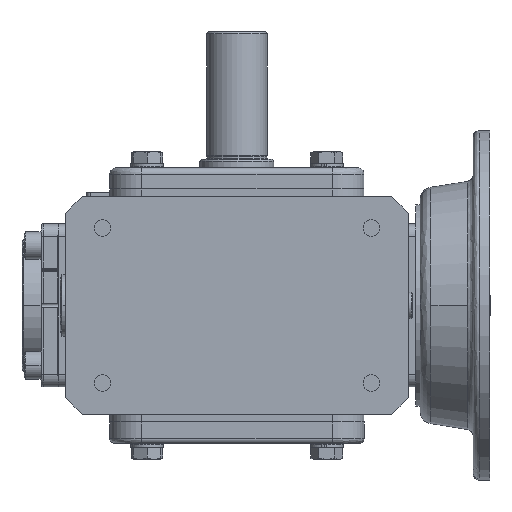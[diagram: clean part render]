
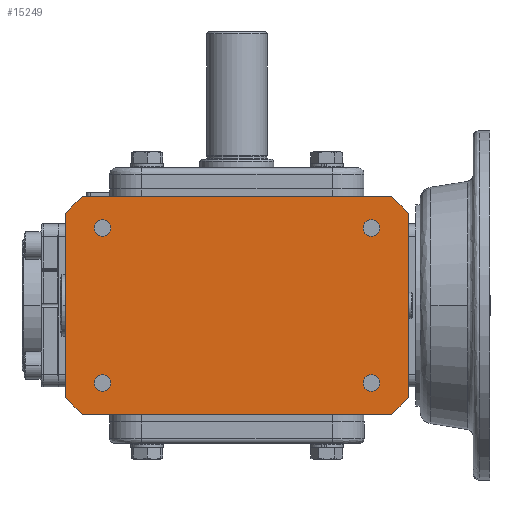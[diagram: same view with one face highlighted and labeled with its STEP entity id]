
A CAD part, front view. The second image highlights one B-rep face of the part: STEP entity #15249.
In plain terms, the highlighted planar face has unit normal (0, -1, 0).
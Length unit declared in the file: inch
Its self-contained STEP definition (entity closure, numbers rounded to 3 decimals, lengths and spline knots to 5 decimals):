
#89 = EDGE_CURVE ( 'NONE', #11685, #7813, #2157, .T. ) ;
#202 = CARTESIAN_POINT ( 'NONE',  ( -3.18898, -2.5, 1.7126 ) ) ;
#324 = ORIENTED_EDGE ( 'NONE', *, *, #11413, .T. ) ;
#351 = CARTESIAN_POINT ( 'NONE',  ( -3.18898, -2.5, -2.02756 ) ) ;
#782 = CARTESIAN_POINT ( 'NONE',  ( -3.18898, -2.5, 2.02756 ) ) ;
#879 = VECTOR ( 'NONE', #5736, 39.37008 ) ;
#957 = EDGE_LOOP ( 'NONE', ( #3559, #9361 ) ) ;
#1002 = LINE ( 'NONE', #12612, #13363 ) ;
#1368 = CARTESIAN_POINT ( 'NONE',  ( -2.87402, -2.5, -2.02756 ) ) ;
#1460 = DIRECTION ( 'NONE',  ( 0., 0., -1. ) ) ;
#1557 = CARTESIAN_POINT ( 'NONE',  ( 2.5, -2.5, -1.28371 ) ) ;
#1665 = ORIENTED_EDGE ( 'NONE', *, *, #11717, .F. ) ;
#1716 = DIRECTION ( 'NONE',  ( 0., 1., 0. ) ) ;
#1792 = LINE ( 'NONE', #782, #12315 ) ;
#1820 = CIRCLE ( 'NONE', #12753, 0.15625 ) ;
#1860 = VERTEX_POINT ( 'NONE', #5130 ) ;
#1898 = ORIENTED_EDGE ( 'NONE', *, *, #8000, .T. ) ;
#1908 = CARTESIAN_POINT ( 'NONE',  ( -2.5, -2.5, -1.59621 ) ) ;
#1951 = DIRECTION ( 'NONE',  ( 0., 1., 0. ) ) ;
#1976 = CIRCLE ( 'NONE', #6056, 0.15625 ) ;
#2157 = LINE ( 'NONE', #14388, #16634 ) ;
#2159 = DIRECTION ( 'NONE',  ( 0., 0., -1. ) ) ;
#2850 = DIRECTION ( 'NONE',  ( 0., 0., -1. ) ) ;
#2945 = DIRECTION ( 'NONE',  ( 1., 0., 0. ) ) ;
#3085 = CARTESIAN_POINT ( 'NONE',  ( -3.18898, -2.5, -1.7126 ) ) ;
#3096 = DIRECTION ( 'NONE',  ( 0., -1., 0. ) ) ;
#3116 = CARTESIAN_POINT ( 'NONE',  ( -2.5, -2.5, -1.43996 ) ) ;
#3128 = CARTESIAN_POINT ( 'NONE',  ( -3.18898, -2.5, -1.7126 ) ) ;
#3505 = DIRECTION ( 'NONE',  ( 0., 1., 0. ) ) ;
#3559 = ORIENTED_EDGE ( 'NONE', *, *, #6294, .T. ) ;
#3739 = EDGE_CURVE ( 'NONE', #13855, #4432, #13047, .T. ) ;
#3904 = EDGE_CURVE ( 'NONE', #14460, #12208, #7504, .T. ) ;
#4141 = CIRCLE ( 'NONE', #9835, 0.15625 ) ;
#4266 = EDGE_CURVE ( 'NONE', #11051, #14563, #12197, .T. ) ;
#4418 = PLANE ( 'NONE',  #8768 ) ;
#4432 = VERTEX_POINT ( 'NONE', #8412 ) ;
#5130 = CARTESIAN_POINT ( 'NONE',  ( 2.87402, -2.5, -2.02756 ) ) ;
#5334 = FACE_BOUND ( 'NONE', #957, .T. ) ;
#5528 = DIRECTION ( 'NONE',  ( 0., 1., 0. ) ) ;
#5666 = CARTESIAN_POINT ( 'NONE',  ( -2.87402, -2.5, 2.02756 ) ) ;
#5736 = DIRECTION ( 'NONE',  ( 0.707, 0., -0.707 ) ) ;
#5745 = EDGE_LOOP ( 'NONE', ( #7173, #16744 ) ) ;
#5963 = FACE_BOUND ( 'NONE', #5745, .T. ) ;
#6056 = AXIS2_PLACEMENT_3D ( 'NONE', #16125, #14568, #1460 ) ;
#6197 = ORIENTED_EDGE ( 'NONE', *, *, #13771, .T. ) ;
#6294 = EDGE_CURVE ( 'NONE', #10328, #9774, #1820, .T. ) ;
#6407 = EDGE_CURVE ( 'NONE', #7041, #15498, #16283, .T. ) ;
#6573 = CARTESIAN_POINT ( 'NONE',  ( 3.18898, -2.5, -1.7126 ) ) ;
#6751 = VECTOR ( 'NONE', #2945, 39.37008 ) ;
#6895 = ORIENTED_EDGE ( 'NONE', *, *, #3904, .F. ) ;
#7041 = VERTEX_POINT ( 'NONE', #14208 ) ;
#7173 = ORIENTED_EDGE ( 'NONE', *, *, #3739, .T. ) ;
#7270 = CARTESIAN_POINT ( 'NONE',  ( 2.5, -2.5, 1.43996 ) ) ;
#7317 = CARTESIAN_POINT ( 'NONE',  ( 2.5, -2.5, 1.43996 ) ) ;
#7504 = LINE ( 'NONE', #5666, #16376 ) ;
#7756 = VERTEX_POINT ( 'NONE', #3085 ) ;
#7813 = VERTEX_POINT ( 'NONE', #8751 ) ;
#7965 = CARTESIAN_POINT ( 'NONE',  ( 2.87402, -2.5, 2.02756 ) ) ;
#8000 = EDGE_CURVE ( 'NONE', #9313, #1860, #13772, .T. ) ;
#8063 = CARTESIAN_POINT ( 'NONE',  ( -2.5, -2.5, 1.43996 ) ) ;
#8412 = CARTESIAN_POINT ( 'NONE',  ( 2.5, -2.5, 1.59621 ) ) ;
#8489 = DIRECTION ( 'NONE',  ( 1., 0., 0. ) ) ;
#8662 = CARTESIAN_POINT ( 'NONE',  ( 3.18898, -2.5, -1.7126 ) ) ;
#8751 = CARTESIAN_POINT ( 'NONE',  ( 3.18898, -2.5, 1.7126 ) ) ;
#8768 = AXIS2_PLACEMENT_3D ( 'NONE', #13566, #3096, #16251 ) ;
#9139 = LINE ( 'NONE', #3128, #879 ) ;
#9313 = VERTEX_POINT ( 'NONE', #1368 ) ;
#9361 = ORIENTED_EDGE ( 'NONE', *, *, #9709, .T. ) ;
#9440 = FACE_OUTER_BOUND ( 'NONE', #15938, .T. ) ;
#9656 = AXIS2_PLACEMENT_3D ( 'NONE', #10765, #14749, #14868 ) ;
#9709 = EDGE_CURVE ( 'NONE', #9774, #10328, #1976, .T. ) ;
#9716 = LINE ( 'NONE', #8662, #15916 ) ;
#9774 = VERTEX_POINT ( 'NONE', #14625 ) ;
#9835 = AXIS2_PLACEMENT_3D ( 'NONE', #8063, #5528, #2850 ) ;
#9914 = CARTESIAN_POINT ( 'NONE',  ( -2.5, -2.5, 1.43996 ) ) ;
#10028 = DIRECTION ( 'NONE',  ( 0., 0., -1. ) ) ;
#10087 = ORIENTED_EDGE ( 'NONE', *, *, #16463, .T. ) ;
#10328 = VERTEX_POINT ( 'NONE', #1908 ) ;
#10506 = ORIENTED_EDGE ( 'NONE', *, *, #14026, .T. ) ;
#10558 = DIRECTION ( 'NONE',  ( 0.707, 0., -0.707 ) ) ;
#10765 = CARTESIAN_POINT ( 'NONE',  ( 2.5, -2.5, -1.43996 ) ) ;
#10959 = DIRECTION ( 'NONE',  ( 0., 0., -1. ) ) ;
#11051 = VERTEX_POINT ( 'NONE', #16893 ) ;
#11133 = DIRECTION ( 'NONE',  ( 0., 1., 0. ) ) ;
#11252 = DIRECTION ( 'NONE',  ( 0., 0., -1. ) ) ;
#11287 = CARTESIAN_POINT ( 'NONE',  ( -2.5, -2.5, 1.59621 ) ) ;
#11297 = DIRECTION ( 'NONE',  ( 0.707, 0., 0.707 ) ) ;
#11369 = DIRECTION ( 'NONE',  ( 0., 1., 0. ) ) ;
#11397 = VECTOR ( 'NONE', #10558, 39.37008 ) ;
#11413 = EDGE_CURVE ( 'NONE', #7756, #9313, #9139, .T. ) ;
#11469 = DIRECTION ( 'NONE',  ( 0., 0., -1. ) ) ;
#11685 = VERTEX_POINT ( 'NONE', #6573 ) ;
#11691 = ORIENTED_EDGE ( 'NONE', *, *, #4266, .T. ) ;
#11704 = AXIS2_PLACEMENT_3D ( 'NONE', #7270, #11133, #10028 ) ;
#11717 = EDGE_CURVE ( 'NONE', #15927, #7813, #13024, .T. ) ;
#11897 = EDGE_LOOP ( 'NONE', ( #12088, #10506 ) ) ;
#12088 = ORIENTED_EDGE ( 'NONE', *, *, #6407, .T. ) ;
#12197 = CIRCLE ( 'NONE', #9656, 0.15625 ) ;
#12208 = VERTEX_POINT ( 'NONE', #15529 ) ;
#12274 = DIRECTION ( 'NONE',  ( 0.707, 0., 0.707 ) ) ;
#12286 = CARTESIAN_POINT ( 'NONE',  ( 2.87402, -2.5, 2.02756 ) ) ;
#12315 = VECTOR ( 'NONE', #2159, 39.37008 ) ;
#12562 = DIRECTION ( 'NONE',  ( 0., 0., -1. ) ) ;
#12612 = CARTESIAN_POINT ( 'NONE',  ( -3.18898, -2.5, 2.02756 ) ) ;
#12738 = EDGE_CURVE ( 'NONE', #4432, #13855, #15888, .T. ) ;
#12753 = AXIS2_PLACEMENT_3D ( 'NONE', #3116, #1716, #10959 ) ;
#13024 = LINE ( 'NONE', #7965, #11397 ) ;
#13047 = CIRCLE ( 'NONE', #15409, 0.15625 ) ;
#13147 = FACE_BOUND ( 'NONE', #17127, .T. ) ;
#13363 = VECTOR ( 'NONE', #8489, 39.37008 ) ;
#13566 = CARTESIAN_POINT ( 'NONE',  ( -3.18898, -2.5, 2.24409 ) ) ;
#13736 = ORIENTED_EDGE ( 'NONE', *, *, #89, .T. ) ;
#13771 = EDGE_CURVE ( 'NONE', #1860, #11685, #9716, .T. ) ;
#13772 = LINE ( 'NONE', #351, #6751 ) ;
#13855 = VERTEX_POINT ( 'NONE', #14576 ) ;
#14026 = EDGE_CURVE ( 'NONE', #15498, #7041, #4141, .T. ) ;
#14127 = AXIS2_PLACEMENT_3D ( 'NONE', #9914, #1951, #11252 ) ;
#14208 = CARTESIAN_POINT ( 'NONE',  ( -2.5, -2.5, 1.28371 ) ) ;
#14388 = CARTESIAN_POINT ( 'NONE',  ( 3.18898, -2.5, 2.02756 ) ) ;
#14460 = VERTEX_POINT ( 'NONE', #202 ) ;
#14563 = VERTEX_POINT ( 'NONE', #1557 ) ;
#14568 = DIRECTION ( 'NONE',  ( 0., 1., 0. ) ) ;
#14576 = CARTESIAN_POINT ( 'NONE',  ( 2.5, -2.5, 1.28371 ) ) ;
#14608 = FACE_BOUND ( 'NONE', #11897, .T. ) ;
#14625 = CARTESIAN_POINT ( 'NONE',  ( -2.5, -2.5, -1.28371 ) ) ;
#14749 = DIRECTION ( 'NONE',  ( 0., 1., 0. ) ) ;
#14808 = EDGE_CURVE ( 'NONE', #12208, #15927, #1002, .T. ) ;
#14868 = DIRECTION ( 'NONE',  ( 0., 0., -1. ) ) ;
#14989 = CIRCLE ( 'NONE', #15614, 0.15625 ) ;
#15134 = ORIENTED_EDGE ( 'NONE', *, *, #15460, .T. ) ;
#15241 = CARTESIAN_POINT ( 'NONE',  ( 2.5, -2.5, -1.43996 ) ) ;
#15249 = ADVANCED_FACE ( 'NONE', ( #9440, #5334, #14608, #5963, #13147 ), #4418, .T. ) ;
#15409 = AXIS2_PLACEMENT_3D ( 'NONE', #7317, #3505, #11469 ) ;
#15460 = EDGE_CURVE ( 'NONE', #14460, #7756, #1792, .T. ) ;
#15498 = VERTEX_POINT ( 'NONE', #11287 ) ;
#15529 = CARTESIAN_POINT ( 'NONE',  ( -2.87402, -2.5, 2.02756 ) ) ;
#15614 = AXIS2_PLACEMENT_3D ( 'NONE', #15241, #11369, #12562 ) ;
#15888 = CIRCLE ( 'NONE', #11704, 0.15625 ) ;
#15916 = VECTOR ( 'NONE', #11297, 39.37008 ) ;
#15927 = VERTEX_POINT ( 'NONE', #12286 ) ;
#15938 = EDGE_LOOP ( 'NONE', ( #15134, #324, #1898, #6197, #13736, #1665, #17019, #6895 ) ) ;
#15955 = DIRECTION ( 'NONE',  ( 0., 0., 1. ) ) ;
#16125 = CARTESIAN_POINT ( 'NONE',  ( -2.5, -2.5, -1.43996 ) ) ;
#16251 = DIRECTION ( 'NONE',  ( 1., 0., 0. ) ) ;
#16283 = CIRCLE ( 'NONE', #14127, 0.15625 ) ;
#16376 = VECTOR ( 'NONE', #12274, 39.37008 ) ;
#16463 = EDGE_CURVE ( 'NONE', #14563, #11051, #14989, .T. ) ;
#16634 = VECTOR ( 'NONE', #15955, 39.37008 ) ;
#16744 = ORIENTED_EDGE ( 'NONE', *, *, #12738, .T. ) ;
#16893 = CARTESIAN_POINT ( 'NONE',  ( 2.5, -2.5, -1.59621 ) ) ;
#17019 = ORIENTED_EDGE ( 'NONE', *, *, #14808, .F. ) ;
#17127 = EDGE_LOOP ( 'NONE', ( #11691, #10087 ) ) ;
